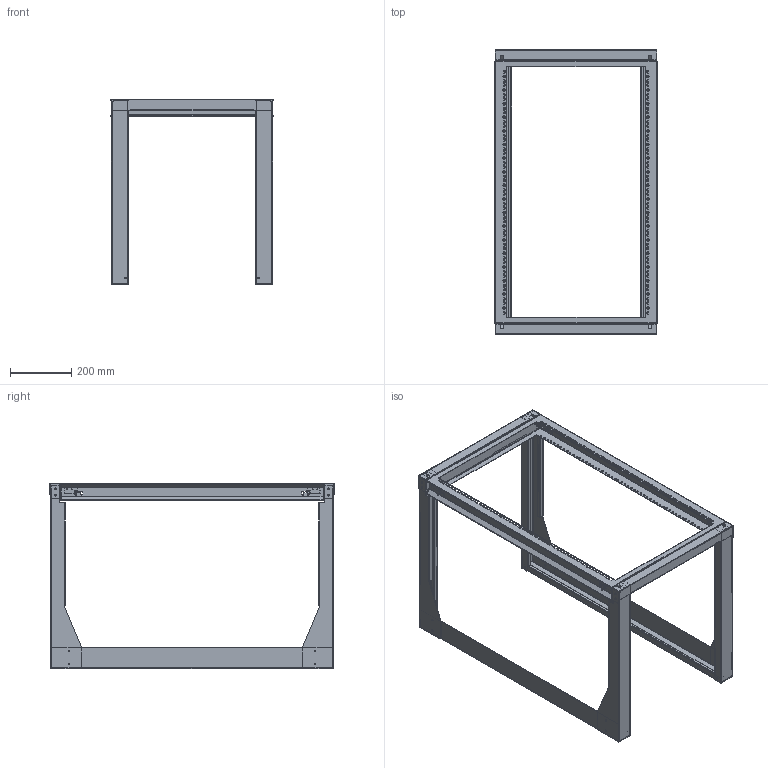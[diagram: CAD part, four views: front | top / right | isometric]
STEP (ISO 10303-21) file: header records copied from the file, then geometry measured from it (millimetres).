
FILE_DESCRIPTION (( 'STEP AP214' ), '1' );
FILE_NAME ('LC-24INSGWR-18U_3D.step', '2024-03-15T17:32:55', ( '' ), ( '' ), 'SwSTEP 2.0', 'SolidWorks 2022', '' );
FILE_SCHEMA (( 'AUTOMOTIVE_DESIGN' ));
Length unit declared in the file: inch
Products named in the file (3): LC-24INSGWR-18U_DOOR; LC-24INSGWR-18U_REAR; LC-24INSGWR-18U_3D
Assembly tree (2 placements, depth 2):
  LC-24INSGWR-18U_3D
    LC-24INSGWR-18U_REAR
    LC-24INSGWR-18U_DOOR
Bounding box: 531.21 x 927.7 x 604.2 mm (x, y, z)
Volume: 2081621.4 mm3; surface area: 2290767.5 mm2
Topology: 7 solids, 7 shells, 2532 faces, 6879 edges, 4268 vertices
Faces by surface type: plane 1624, cylinder 820, cone 64, bspline 24
Entity records: 80933 total; most frequent: CARTESIAN_POINT 14589, ORIENTED_EDGE 13758, DIRECTION 13650, EDGE_CURVE 6879, VECTOR 5052, LINE 5052, AXIS2_PLACEMENT_3D 4299, VERTEX_POINT 4268
